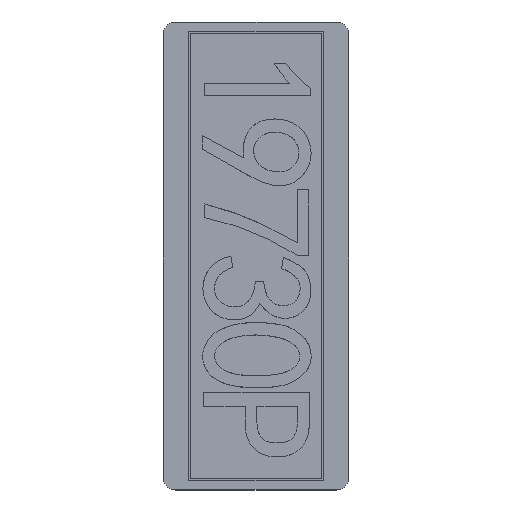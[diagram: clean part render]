
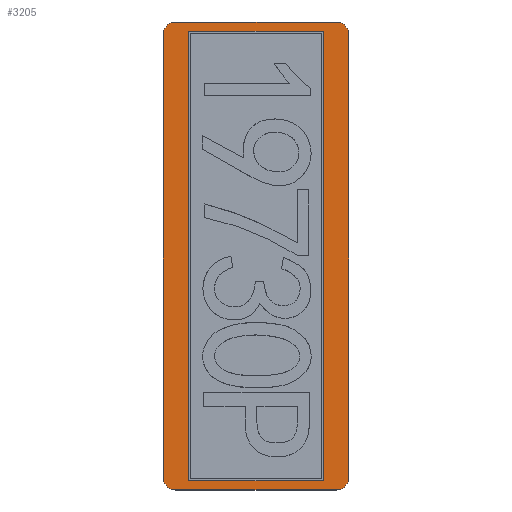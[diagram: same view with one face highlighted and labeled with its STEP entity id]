
A CAD part, top view. The second image highlights one B-rep face of the part: STEP entity #3205.
In plain terms, the highlighted planar face has unit normal (0, 0, 1).
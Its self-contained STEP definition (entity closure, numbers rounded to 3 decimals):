
#49 = DIRECTION ( 'NONE',  ( -1., 0., 0. ) ) ;
#50 = VERTEX_POINT ( 'NONE', #1418 ) ;
#63 = VECTOR ( 'NONE', #1619, 1000. ) ;
#89 = EDGE_CURVE ( 'NONE', #580, #668, #4200, .T. ) ;
#109 = ORIENTED_EDGE ( 'NONE', *, *, #1621, .T. ) ;
#118 = VERTEX_POINT ( 'NONE', #3540 ) ;
#157 = CARTESIAN_POINT ( 'NONE',  ( 17.22, -51.83, 3.86 ) ) ;
#163 = DIRECTION ( 'NONE',  ( 0., 0., 1. ) ) ;
#170 = ORIENTED_EDGE ( 'NONE', *, *, #527, .F. ) ;
#214 = CIRCLE ( 'NONE', #425, 3. ) ;
#248 = CIRCLE ( 'NONE', #2719, 3. ) ;
#254 = LINE ( 'NONE', #1000, #3165 ) ;
#266 = VECTOR ( 'NONE', #1888, 1000. ) ;
#283 = EDGE_CURVE ( 'NONE', #2586, #2884, #2552, .T. ) ;
#329 = CARTESIAN_POINT ( 'NONE',  ( 23.22, 56.911, 3.86 ) ) ;
#413 = CIRCLE ( 'NONE', #3234, 3. ) ;
#425 = AXIS2_PLACEMENT_3D ( 'NONE', #3798, #3166, #4217 ) ;
#437 = EDGE_CURVE ( 'NONE', #50, #3245, #248, .T. ) ;
#478 = LINE ( 'NONE', #811, #1496 ) ;
#527 = EDGE_CURVE ( 'NONE', #3220, #580, #709, .T. ) ;
#580 = VERTEX_POINT ( 'NONE', #4315 ) ;
#598 = EDGE_CURVE ( 'NONE', #118, #2586, #887, .T. ) ;
#617 = DIRECTION ( 'NONE',  ( 0., 0., -1. ) ) ;
#667 = DIRECTION ( 'NONE',  ( -1., 0., 0. ) ) ;
#668 = VERTEX_POINT ( 'NONE', #2944 ) ;
#678 = EDGE_CURVE ( 'NONE', #3245, #4273, #254, .T. ) ;
#687 = LINE ( 'NONE', #329, #935 ) ;
#709 = LINE ( 'NONE', #1715, #2000 ) ;
#811 = CARTESIAN_POINT ( 'NONE',  ( -24.18, -51.83, 3.86 ) ) ;
#827 = DIRECTION ( 'NONE',  ( 0., -1., 0. ) ) ;
#887 = LINE ( 'NONE', #2895, #266 ) ;
#935 = VECTOR ( 'NONE', #1670, 1000. ) ;
#941 = ORIENTED_EDGE ( 'NONE', *, *, #283, .T. ) ;
#1000 = CARTESIAN_POINT ( 'NONE',  ( -20.78, -54.071, 3.86 ) ) ;
#1034 = DIRECTION ( 'NONE',  ( 0., 0., 1. ) ) ;
#1112 = EDGE_CURVE ( 'NONE', #4355, #3220, #1315, .T. ) ;
#1215 = AXIS2_PLACEMENT_3D ( 'NONE', #2541, #163, #4175 ) ;
#1272 = CARTESIAN_POINT ( 'NONE',  ( 17.22, 54.67, 3.86 ) ) ;
#1282 = CARTESIAN_POINT ( 'NONE',  ( -20.78, 56.911, 3.86 ) ) ;
#1293 = ORIENTED_EDGE ( 'NONE', *, *, #678, .T. ) ;
#1308 = CARTESIAN_POINT ( 'NONE',  ( -20.78, 53.911, 3.86 ) ) ;
#1314 = VERTEX_POINT ( 'NONE', #2443 ) ;
#1315 = LINE ( 'NONE', #1972, #63 ) ;
#1353 = VECTOR ( 'NONE', #827, 1000. ) ;
#1418 = CARTESIAN_POINT ( 'NONE',  ( -20.78, -51.071, 3.86 ) ) ;
#1435 = EDGE_CURVE ( 'NONE', #2884, #50, #2228, .T. ) ;
#1496 = VECTOR ( 'NONE', #1876, 1000. ) ;
#1502 = CARTESIAN_POINT ( 'NONE',  ( -14.78, -49.38, 3.86 ) ) ;
#1619 = DIRECTION ( 'NONE',  ( 0., 1., 0. ) ) ;
#1621 = EDGE_CURVE ( 'NONE', #4273, #1314, #214, .T. ) ;
#1670 = DIRECTION ( 'NONE',  ( 0., 1., 0. ) ) ;
#1715 = CARTESIAN_POINT ( 'NONE',  ( -24.18, 54.67, 3.86 ) ) ;
#1815 = CARTESIAN_POINT ( 'NONE',  ( -17.78, -54.071, 3.86 ) ) ;
#1816 = ORIENTED_EDGE ( 'NONE', *, *, #598, .T. ) ;
#1876 = DIRECTION ( 'NONE',  ( 1., 0., 0. ) ) ;
#1888 = DIRECTION ( 'NONE',  ( -1., 0., 0. ) ) ;
#1972 = CARTESIAN_POINT ( 'NONE',  ( 17.22, -49.38, 3.86 ) ) ;
#1986 = AXIS2_PLACEMENT_3D ( 'NONE', #2907, #617, #3568 ) ;
#2000 = VECTOR ( 'NONE', #49, 1000. ) ;
#2071 = DIRECTION ( 'NONE',  ( 0., 0., 1. ) ) ;
#2095 = CARTESIAN_POINT ( 'NONE',  ( 20.22, 53.911, 3.86 ) ) ;
#2191 = PLANE ( 'NONE',  #1986 ) ;
#2228 = LINE ( 'NONE', #1282, #2243 ) ;
#2243 = VECTOR ( 'NONE', #3274, 1000. ) ;
#2246 = ORIENTED_EDGE ( 'NONE', *, *, #1435, .T. ) ;
#2331 = CARTESIAN_POINT ( 'NONE',  ( -17.78, 56.911, 3.86 ) ) ;
#2396 = ORIENTED_EDGE ( 'NONE', *, *, #3016, .T. ) ;
#2443 = CARTESIAN_POINT ( 'NONE',  ( 23.22, -51.071, 3.86 ) ) ;
#2541 = CARTESIAN_POINT ( 'NONE',  ( -17.78, 53.911, 3.86 ) ) ;
#2551 = FACE_OUTER_BOUND ( 'NONE', #3898, .T. ) ;
#2552 = CIRCLE ( 'NONE', #1215, 3. ) ;
#2586 = VERTEX_POINT ( 'NONE', #2331 ) ;
#2678 = VERTEX_POINT ( 'NONE', #3108 ) ;
#2719 = AXIS2_PLACEMENT_3D ( 'NONE', #4060, #1034, #667 ) ;
#2884 = VERTEX_POINT ( 'NONE', #1308 ) ;
#2895 = CARTESIAN_POINT ( 'NONE',  ( -20.78, 56.911, 3.86 ) ) ;
#2907 = CARTESIAN_POINT ( 'NONE',  ( -24.18, -49.38, 3.86 ) ) ;
#2944 = CARTESIAN_POINT ( 'NONE',  ( -14.78, -51.83, 3.86 ) ) ;
#3016 = EDGE_CURVE ( 'NONE', #2678, #118, #413, .T. ) ;
#3108 = CARTESIAN_POINT ( 'NONE',  ( 23.22, 53.911, 3.86 ) ) ;
#3165 = VECTOR ( 'NONE', #4336, 1000. ) ;
#3166 = DIRECTION ( 'NONE',  ( 0., 0., 1. ) ) ;
#3205 = ADVANCED_FACE ( 'NONE', ( #3878, #2551 ), #2191, .F. ) ;
#3220 = VERTEX_POINT ( 'NONE', #1272 ) ;
#3234 = AXIS2_PLACEMENT_3D ( 'NONE', #2095, #2071, #3756 ) ;
#3245 = VERTEX_POINT ( 'NONE', #1815 ) ;
#3274 = DIRECTION ( 'NONE',  ( 0., -1., 0. ) ) ;
#3470 = ORIENTED_EDGE ( 'NONE', *, *, #4245, .T. ) ;
#3540 = CARTESIAN_POINT ( 'NONE',  ( 20.22, 56.911, 3.86 ) ) ;
#3568 = DIRECTION ( 'NONE',  ( 0., -1., 0. ) ) ;
#3708 = ORIENTED_EDGE ( 'NONE', *, *, #89, .F. ) ;
#3756 = DIRECTION ( 'NONE',  ( -1., 0., 0. ) ) ;
#3771 = CARTESIAN_POINT ( 'NONE',  ( 20.22, -54.071, 3.86 ) ) ;
#3773 = ORIENTED_EDGE ( 'NONE', *, *, #437, .T. ) ;
#3798 = CARTESIAN_POINT ( 'NONE',  ( 20.22, -51.071, 3.86 ) ) ;
#3873 = EDGE_CURVE ( 'NONE', #668, #4355, #478, .T. ) ;
#3878 = FACE_BOUND ( 'NONE', #3902, .T. ) ;
#3898 = EDGE_LOOP ( 'NONE', ( #3470, #2396, #1816, #941, #2246, #3773, #1293, #109 ) ) ;
#3902 = EDGE_LOOP ( 'NONE', ( #3924, #3708, #170, #3951 ) ) ;
#3924 = ORIENTED_EDGE ( 'NONE', *, *, #3873, .F. ) ;
#3951 = ORIENTED_EDGE ( 'NONE', *, *, #1112, .F. ) ;
#4060 = CARTESIAN_POINT ( 'NONE',  ( -17.78, -51.071, 3.86 ) ) ;
#4175 = DIRECTION ( 'NONE',  ( -1., 0., 0. ) ) ;
#4200 = LINE ( 'NONE', #1502, #1353 ) ;
#4217 = DIRECTION ( 'NONE',  ( -1., 0., 0. ) ) ;
#4245 = EDGE_CURVE ( 'NONE', #1314, #2678, #687, .T. ) ;
#4273 = VERTEX_POINT ( 'NONE', #3771 ) ;
#4315 = CARTESIAN_POINT ( 'NONE',  ( -14.78, 54.67, 3.86 ) ) ;
#4336 = DIRECTION ( 'NONE',  ( 1., 0., 0. ) ) ;
#4355 = VERTEX_POINT ( 'NONE', #157 ) ;
